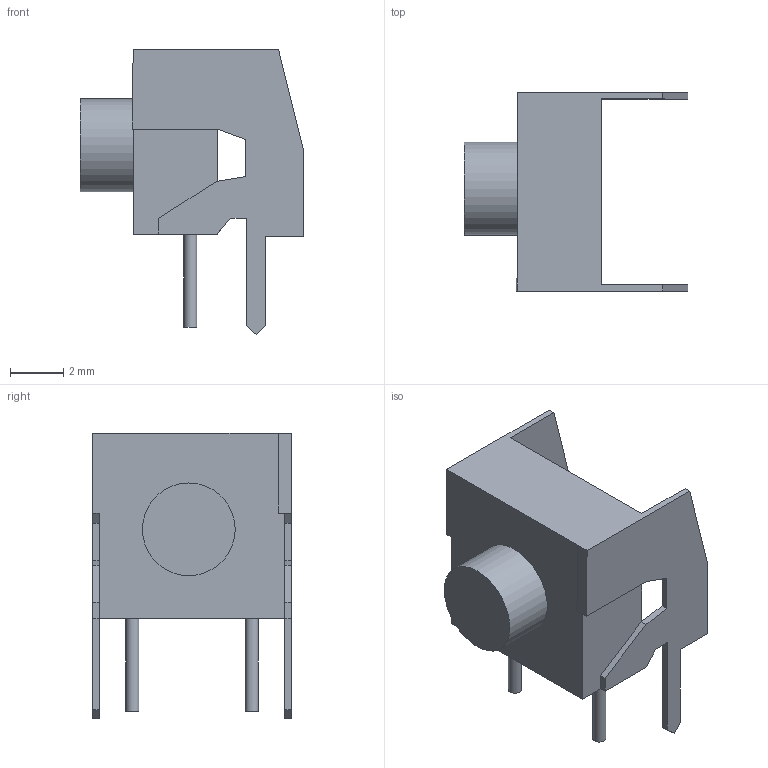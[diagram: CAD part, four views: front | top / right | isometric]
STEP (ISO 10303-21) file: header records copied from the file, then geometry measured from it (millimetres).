
FILE_DESCRIPTION(/* description */ (''),/* implementation_level */ '2;1');
FILE_NAME(/* name */ 'bouton v3.step',/* time_stamp */ '2023-08-29T17:09:52+02:00',/* author */ (''),/* organization */ (''),/* preprocessor_version */ 'ST-DEVELOPER v19.2',/* originating_system */ 'Autodesk Translation Framework v12.6.0.85',/* authorisation */ '');
FILE_SCHEMA (('AUTOMOTIVE_DESIGN { 1 0 10303 214 3 1 1 }'));
Length unit declared in the file: millimetre
Products named in the file (1): bouton
Bounding box: 8.44 x 7.5 x 10.78 mm (x, y, z)
Volume: 192.7 mm3; surface area: 324.6 mm2
Topology: 1 solids, 1 shells, 50 faces, 138 edges, 89 vertices
Faces by surface type: plane 47, cylinder 3
Full cylindrical faces by diameter (mm): 0.5 x2, 3.5 x1
Entity records: 1631 total; most frequent: CARTESIAN_POINT 278, ORIENTED_EDGE 276, DIRECTION 246, EDGE_CURVE 138, LINE 132, VECTOR 132, VERTEX_POINT 89, AXIS2_PLACEMENT_3D 57
